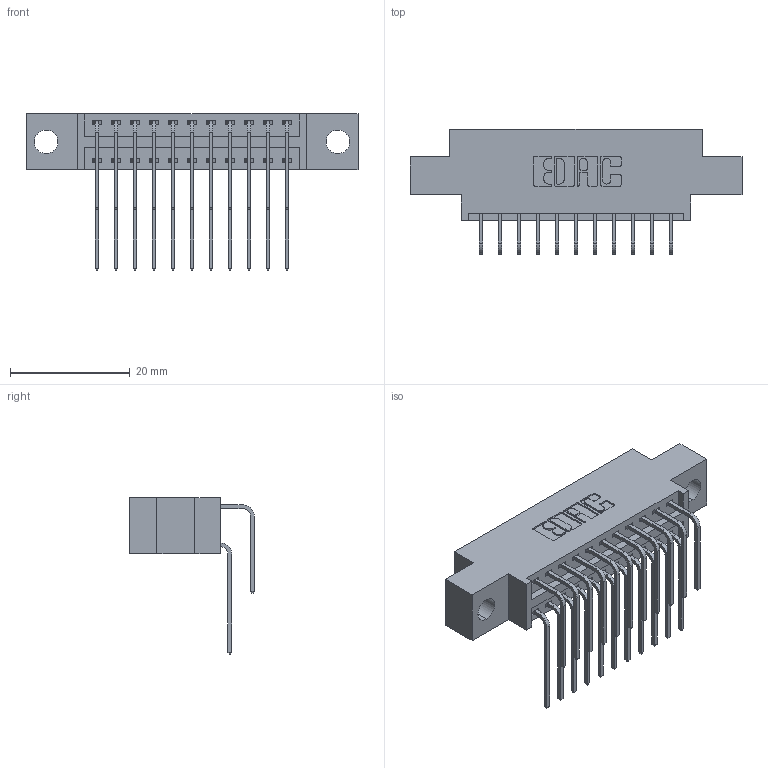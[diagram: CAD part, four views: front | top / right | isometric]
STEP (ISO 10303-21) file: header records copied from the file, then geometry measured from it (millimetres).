
FILE_DESCRIPTION (( 'STEP AP203' ), '1' );
FILE_NAME ('396-022-559-804.STEP', '2019-11-02T14:59:36', ( '' ), ( '' ), 'SwSTEP 2.0', 'SolidWorks 2016', '' );
FILE_SCHEMA (( 'CONFIG_CONTROL_DESIGN' ));
Length unit declared in the file: inch
Products named in the file (4): 345-292-001_559 Tail - 2; 345-292-001_558 559 Tail - 1; 346 Part_0.170 Offset - 0.156 Dia-TH; 396-022-559-804
Assembly tree (23 placements, depth 2):
  396-022-559-804
    346 Part_0.170 Offset - 0.156 Dia-TH
    345-292-001_558 559 Tail - 1  x11
    345-292-001_559 Tail - 2  x11
Bounding box: 55.5 x 20.89 x 26.16 mm (x, y, z)
Volume: 5055.5 mm3; surface area: 7063.7 mm2
Topology: 23 solids, 23 shells, 1314 faces, 3883 edges, 2558 vertices
Faces by surface type: plane 894, cylinder 420
Entity records: 13271 total; most frequent: CARTESIAN_POINT 2283, ORIENTED_EDGE 2166, DIRECTION 2035, EDGE_CURVE 1083, LINE 867, VECTOR 867, VERTEX_POINT 718, AXIS2_PLACEMENT_3D 584
